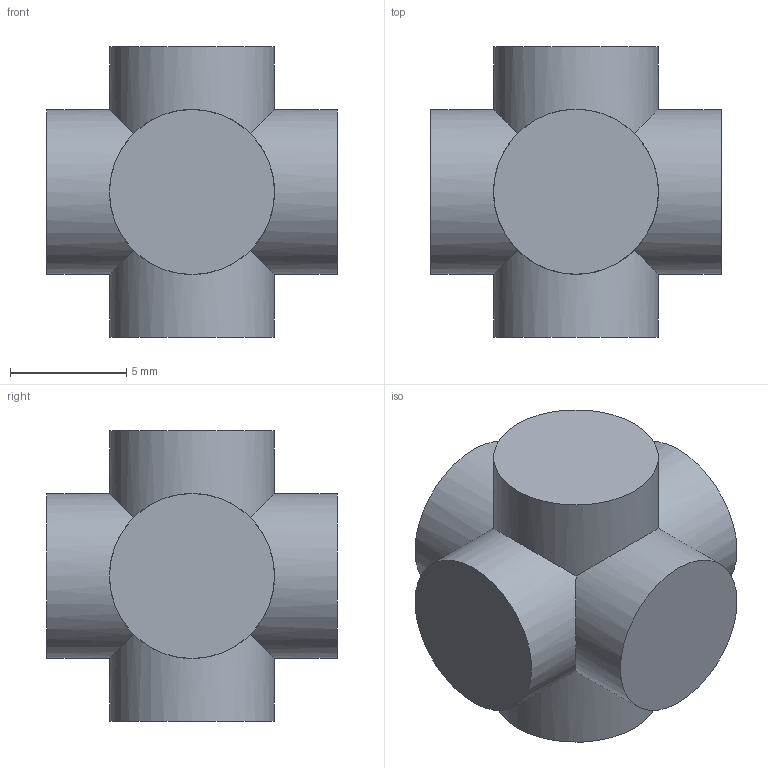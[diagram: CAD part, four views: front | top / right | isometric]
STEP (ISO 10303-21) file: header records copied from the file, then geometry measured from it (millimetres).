
FILE_DESCRIPTION(('FreeCAD Model'),'2;1');
FILE_NAME('Open CASCADE Shape Model','2024-10-25T22:10:27',(''),(''), 'Open CASCADE STEP processor 7.7','FreeCAD','Unknown');
FILE_SCHEMA(('AUTOMOTIVE_DESIGN { 1 0 10303 214 1 1 1 1 }'));
Length unit declared in the file: millimetre
Products named in the file (1): STEMFIE Construction Standard - Template - Block Unit Hole FW 3D 
BU01x01x01 - SCS-TPL-0009 (stemfie.org)
Bounding box: 12.5 x 12.5 x 12.5 mm (x, y, z)
Volume: 978.5 mm3; surface area: 646.3 mm2
Topology: 1 solids, 1 shells, 12 faces, 35 edges, 25 vertices
Faces by surface type: cylinder 6, plane 6
Full cylindrical faces by diameter (mm): 7.1 x6
Entity records: 448 total; most frequent: DIRECTION 88, CARTESIAN_POINT 75, ORIENTED_EDGE 70, AXIS2_PLACEMENT_3D 42, EDGE_CURVE 35, VERTEX_POINT 25, ELLIPSE 21, ADVANCED_FACE 12
